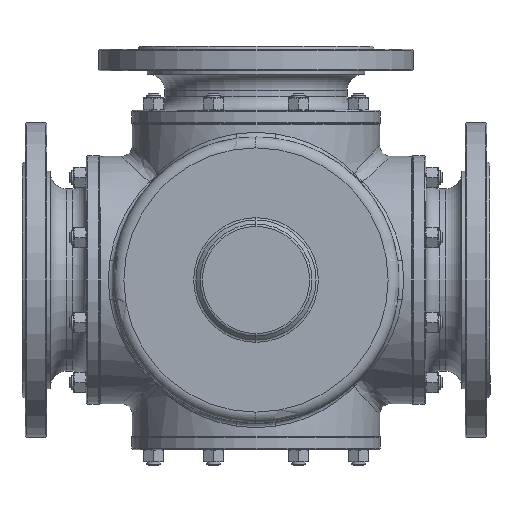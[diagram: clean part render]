
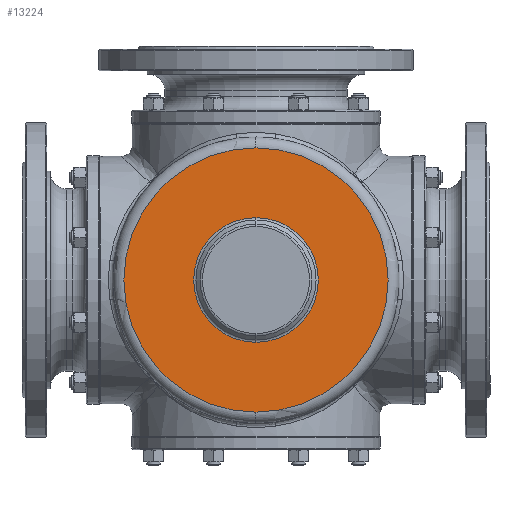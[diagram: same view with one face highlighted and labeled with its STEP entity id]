
A CAD part, front view. The second image highlights one B-rep face of the part: STEP entity #13224.
In plain terms, the highlighted planar face has unit normal (0, -1, 0).
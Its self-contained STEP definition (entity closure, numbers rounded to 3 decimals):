
#2925 = CARTESIAN_POINT ( 'NONE',  ( 0., -125., 120.25 ) ) ;
#3311 = CARTESIAN_POINT ( 'NONE',  ( 0., -125., 56.743 ) ) ;
#6362 = CARTESIAN_POINT ( 'NONE',  ( 0., -125., 0. ) ) ;
#6365 = DIRECTION ( 'NONE',  ( 0., -1., 0. ) ) ;
#6367 = DIRECTION ( 'NONE',  ( 0., 0., -1. ) ) ;
#6921 = CARTESIAN_POINT ( 'NONE',  ( 0., -125., 0. ) ) ;
#6922 = DIRECTION ( 'NONE',  ( 0., -1., 0. ) ) ;
#6925 = DIRECTION ( 'NONE',  ( 0., 0., -1. ) ) ;
#7517 = CIRCLE ( 'NONE', #127677, 120.25 ) ;
#7615 = CIRCLE ( 'NONE', #127727, 56.743 ) ;
#13224 = ADVANCED_FACE ( 'NONE', ( #62184, #62175 ), #23430, .T. ) ;
#15561 = EDGE_CURVE ( 'NONE', #17558, #18913, #45750, .T. ) ;
#15605 = EDGE_CURVE ( 'NONE', #19521, #18156, #46174, .T. ) ;
#17558 = VERTEX_POINT ( 'NONE', #51634 ) ;
#18156 = VERTEX_POINT ( 'NONE', #51894 ) ;
#18913 = VERTEX_POINT ( 'NONE', #2925 ) ;
#19521 = VERTEX_POINT ( 'NONE', #3311 ) ;
#23430 = PLANE ( 'NONE',  #107031 ) ;
#23441 = CARTESIAN_POINT ( 'NONE',  ( 56.743, -125., 0. ) ) ;
#23442 = DIRECTION ( 'NONE',  ( 0., -1., 0. ) ) ;
#23444 = DIRECTION ( 'NONE',  ( 0., 0., -1. ) ) ;
#45750 = CIRCLE ( 'NONE', #70573, 120.25 ) ;
#46174 = CIRCLE ( 'NONE', #70615, 56.743 ) ;
#51634 = CARTESIAN_POINT ( 'NONE',  ( 0., -125., -120.25 ) ) ;
#51894 = CARTESIAN_POINT ( 'NONE',  ( 0., -125., -56.743 ) ) ;
#62175 = FACE_BOUND ( 'NONE', #123592, .T. ) ;
#62184 = FACE_OUTER_BOUND ( 'NONE', #123355, .T. ) ;
#70573 = AXIS2_PLACEMENT_3D ( 'NONE', #86570, #86571, #86572 ) ;
#70615 = AXIS2_PLACEMENT_3D ( 'NONE', #86673, #86674, #86675 ) ;
#79211 = ORIENTED_EDGE ( 'NONE', *, *, #15605, .F. ) ;
#79276 = ORIENTED_EDGE ( 'NONE', *, *, #93397, .T. ) ;
#79654 = ORIENTED_EDGE ( 'NONE', *, *, #15561, .T. ) ;
#86570 = CARTESIAN_POINT ( 'NONE',  ( 0., -125., 0. ) ) ;
#86571 = DIRECTION ( 'NONE',  ( 0., -1., 0. ) ) ;
#86572 = DIRECTION ( 'NONE',  ( 0., 0., -1. ) ) ;
#86673 = CARTESIAN_POINT ( 'NONE',  ( 0., -125., 0. ) ) ;
#86674 = DIRECTION ( 'NONE',  ( 0., -1., 0. ) ) ;
#86675 = DIRECTION ( 'NONE',  ( 0., 0., -1. ) ) ;
#93397 = EDGE_CURVE ( 'NONE', #18913, #17558, #7517, .T. ) ;
#93504 = EDGE_CURVE ( 'NONE', #18156, #19521, #7615, .T. ) ;
#107031 = AXIS2_PLACEMENT_3D ( 'NONE', #23441, #23442, #23444 ) ;
#117169 = ORIENTED_EDGE ( 'NONE', *, *, #93504, .F. ) ;
#123355 = EDGE_LOOP ( 'NONE', ( #79654, #79276 ) ) ;
#123592 = EDGE_LOOP ( 'NONE', ( #117169, #79211 ) ) ;
#127677 = AXIS2_PLACEMENT_3D ( 'NONE', #6362, #6365, #6367 ) ;
#127727 = AXIS2_PLACEMENT_3D ( 'NONE', #6921, #6922, #6925 ) ;
